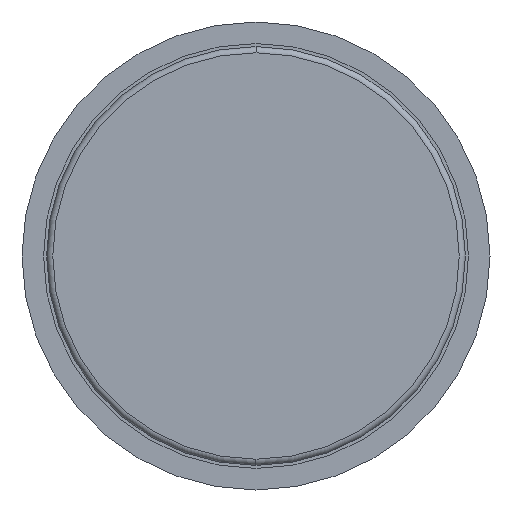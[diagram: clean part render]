
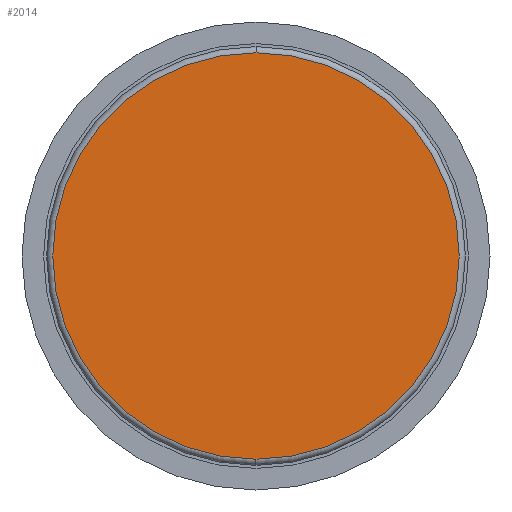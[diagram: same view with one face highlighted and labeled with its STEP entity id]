
A CAD part, front view. The second image highlights one B-rep face of the part: STEP entity #2014.
In plain terms, the highlighted planar face has unit normal (0, -1, 0).
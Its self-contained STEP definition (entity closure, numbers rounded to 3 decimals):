
#412 = CARTESIAN_POINT ( 'NONE',  ( 0., 0., 0. ) ) ;
#425 = DIRECTION ( 'NONE',  ( 0., -1., 0. ) ) ;
#535 = VERTEX_POINT ( 'NONE', #1619 ) ;
#824 = ORIENTED_EDGE ( 'NONE', *, *, #1011, .T. ) ;
#834 = EDGE_CURVE ( 'NONE', #2583, #535, #1431, .T. ) ;
#842 = DIRECTION ( 'NONE',  ( 1., 0., 0. ) ) ;
#909 = CIRCLE ( 'NONE', #1322, 33. ) ;
#1011 = EDGE_CURVE ( 'NONE', #535, #2583, #909, .T. ) ;
#1118 = AXIS2_PLACEMENT_3D ( 'NONE', #3091, #1837, #842 ) ;
#1322 = AXIS2_PLACEMENT_3D ( 'NONE', #412, #425, #3159 ) ;
#1331 = DIRECTION ( 'NONE',  ( 0., -1., 0. ) ) ;
#1360 = CARTESIAN_POINT ( 'NONE',  ( 0., 0., 33. ) ) ;
#1369 = ORIENTED_EDGE ( 'NONE', *, *, #834, .T. ) ;
#1431 = CIRCLE ( 'NONE', #1641, 33. ) ;
#1565 = FACE_OUTER_BOUND ( 'NONE', #3057, .T. ) ;
#1619 = CARTESIAN_POINT ( 'NONE',  ( 0., 0., -33. ) ) ;
#1641 = AXIS2_PLACEMENT_3D ( 'NONE', #2100, #1331, #3058 ) ;
#1837 = DIRECTION ( 'NONE',  ( 0., -1., 0. ) ) ;
#2014 = ADVANCED_FACE ( 'NONE', ( #1565 ), #2846, .T. ) ;
#2100 = CARTESIAN_POINT ( 'NONE',  ( 0., 0., 0. ) ) ;
#2583 = VERTEX_POINT ( 'NONE', #1360 ) ;
#2846 = PLANE ( 'NONE',  #1118 ) ;
#3057 = EDGE_LOOP ( 'NONE', ( #1369, #824 ) ) ;
#3058 = DIRECTION ( 'NONE',  ( 0., 0., 1. ) ) ;
#3091 = CARTESIAN_POINT ( 'NONE',  ( -33.366, 0., -33. ) ) ;
#3159 = DIRECTION ( 'NONE',  ( 0., 0., 1. ) ) ;
